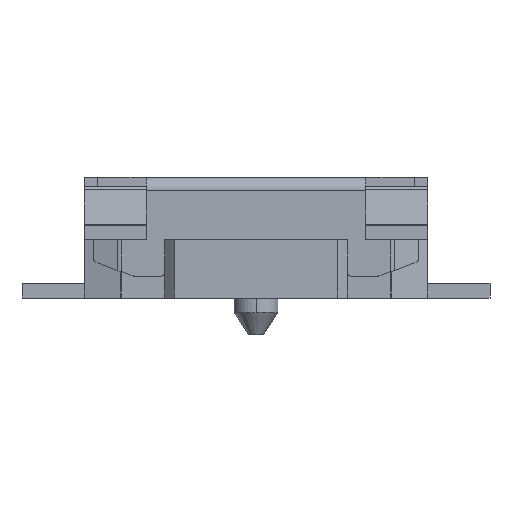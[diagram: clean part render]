
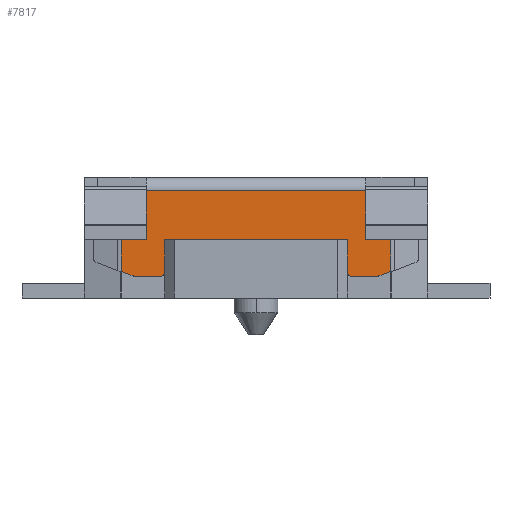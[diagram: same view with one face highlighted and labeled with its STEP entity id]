
A CAD part, left-side view. The second image highlights one B-rep face of the part: STEP entity #7817.
In plain terms, the highlighted planar face has unit normal (-1, 0, 0).
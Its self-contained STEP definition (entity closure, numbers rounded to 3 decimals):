
#17 = VERTEX_POINT ( 'NONE', #10021 ) ;
#93 = AXIS2_PLACEMENT_3D ( 'NONE', #690, #639, #10264 ) ;
#121 = VECTOR ( 'NONE', #3192, 1000. ) ;
#132 = DIRECTION ( 'NONE',  ( 0., -1., 0. ) ) ;
#317 = DIRECTION ( 'NONE',  ( 0., 0.937, -0.349 ) ) ;
#366 = ORIENTED_EDGE ( 'NONE', *, *, #5879, .F. ) ;
#376 = DIRECTION ( 'NONE',  ( 1., 0., 0. ) ) ;
#379 = VECTOR ( 'NONE', #2982, 1000. ) ;
#471 = EDGE_CURVE ( 'NONE', #4169, #3027, #3375, .T. ) ;
#514 = LINE ( 'NONE', #8582, #379 ) ;
#528 = VECTOR ( 'NONE', #7293, 1000. ) ;
#560 = EDGE_CURVE ( 'NONE', #3923, #952, #3477, .T. ) ;
#588 = EDGE_CURVE ( 'NONE', #17, #1886, #8979, .T. ) ;
#598 = EDGE_LOOP ( 'NONE', ( #4493, #907, #9061, #9026, #3535, #4605, #4898, #3903, #1266, #3984, #6742, #366, #8692, #4416, #9153, #6999, #1610, #9551 ) ) ;
#639 = DIRECTION ( 'NONE',  ( 1., 0., 0. ) ) ;
#647 = VECTOR ( 'NONE', #8335, 1000. ) ;
#670 = LINE ( 'NONE', #2344, #121 ) ;
#679 = EDGE_CURVE ( 'NONE', #8501, #4558, #2787, .T. ) ;
#690 = CARTESIAN_POINT ( 'NONE',  ( -1.75, 1.3, 0.35 ) ) ;
#794 = EDGE_CURVE ( 'NONE', #4717, #8664, #9274, .T. ) ;
#907 = ORIENTED_EDGE ( 'NONE', *, *, #9491, .F. ) ;
#952 = VERTEX_POINT ( 'NONE', #1607 ) ;
#1048 = CARTESIAN_POINT ( 'NONE',  ( -1.75, 1.25, 0.3 ) ) ;
#1070 = CARTESIAN_POINT ( 'NONE',  ( -1.75, -1.25, 0.35 ) ) ;
#1177 = CIRCLE ( 'NONE', #4373, 0.05 ) ;
#1245 = VECTOR ( 'NONE', #7926, 1000. ) ;
#1266 = ORIENTED_EDGE ( 'NONE', *, *, #794, .F. ) ;
#1450 = EDGE_CURVE ( 'NONE', #5841, #8501, #1177, .T. ) ;
#1528 = VERTEX_POINT ( 'NONE', #8359 ) ;
#1550 = CARTESIAN_POINT ( 'NONE',  ( -1.75, 1.3, 0.3 ) ) ;
#1607 = CARTESIAN_POINT ( 'NONE',  ( -1.75, -1.843, 0.364 ) ) ;
#1610 = ORIENTED_EDGE ( 'NONE', *, *, #6982, .F. ) ;
#1621 = CARTESIAN_POINT ( 'NONE',  ( -1.75, 2.35, 0.8 ) ) ;
#1853 = CARTESIAN_POINT ( 'NONE',  ( -1.75, 2.35, 1.47 ) ) ;
#1886 = VERTEX_POINT ( 'NONE', #2541 ) ;
#1904 = EDGE_CURVE ( 'NONE', #1528, #1886, #4230, .T. ) ;
#1929 = VECTOR ( 'NONE', #2672, 1000. ) ;
#2101 = VERTEX_POINT ( 'NONE', #10223 ) ;
#2344 = CARTESIAN_POINT ( 'NONE',  ( -1.75, 1.5, 6.088 ) ) ;
#2399 = CARTESIAN_POINT ( 'NONE',  ( -1.75, -1.663, 0.3 ) ) ;
#2487 = CARTESIAN_POINT ( 'NONE',  ( -1.75, 1.25, 0.8 ) ) ;
#2541 = CARTESIAN_POINT ( 'NONE',  ( -1.75, -1.5, 1.47 ) ) ;
#2606 = DIRECTION ( 'NONE',  ( 0., 0., -1. ) ) ;
#2658 = VERTEX_POINT ( 'NONE', #1550 ) ;
#2672 = DIRECTION ( 'NONE',  ( 0., 0., -1. ) ) ;
#2679 = DIRECTION ( 'NONE',  ( 0., 0., -1. ) ) ;
#2719 = LINE ( 'NONE', #1048, #1929 ) ;
#2783 = VECTOR ( 'NONE', #132, 1000. ) ;
#2787 = LINE ( 'NONE', #5981, #2990 ) ;
#2982 = DIRECTION ( 'NONE',  ( 0., 0., 1. ) ) ;
#2990 = VECTOR ( 'NONE', #9749, 1000. ) ;
#3027 = VERTEX_POINT ( 'NONE', #2487 ) ;
#3090 = VERTEX_POINT ( 'NONE', #1070 ) ;
#3192 = DIRECTION ( 'NONE',  ( 0., 0., 1. ) ) ;
#3315 = DIRECTION ( 'NONE',  ( 1., 0., 0. ) ) ;
#3375 = LINE ( 'NONE', #1621, #528 ) ;
#3392 = LINE ( 'NONE', #4903, #2783 ) ;
#3454 = AXIS2_PLACEMENT_3D ( 'NONE', #5177, #7201, #5428 ) ;
#3477 = LINE ( 'NONE', #5878, #4335 ) ;
#3535 = ORIENTED_EDGE ( 'NONE', *, *, #588, .T. ) ;
#3580 = DIRECTION ( 'NONE',  ( 0., 0., -1. ) ) ;
#3658 = VERTEX_POINT ( 'NONE', #9229 ) ;
#3850 = VECTOR ( 'NONE', #317, 1000. ) ;
#3892 = DIRECTION ( 'NONE',  ( 0., 0., 1. ) ) ;
#3903 = ORIENTED_EDGE ( 'NONE', *, *, #7589, .F. ) ;
#3923 = VERTEX_POINT ( 'NONE', #4202 ) ;
#3984 = ORIENTED_EDGE ( 'NONE', *, *, #4795, .F. ) ;
#4169 = VERTEX_POINT ( 'NONE', #10246 ) ;
#4202 = CARTESIAN_POINT ( 'NONE',  ( -1.75, -1.843, 0.8 ) ) ;
#4223 = PLANE ( 'NONE',  #9628 ) ;
#4230 = LINE ( 'NONE', #1853, #5542 ) ;
#4297 = CARTESIAN_POINT ( 'NONE',  ( -1.75, 1.843, 0.8 ) ) ;
#4335 = VECTOR ( 'NONE', #2679, 1000. ) ;
#4373 = AXIS2_PLACEMENT_3D ( 'NONE', #9774, #8949, #2606 ) ;
#4416 = ORIENTED_EDGE ( 'NONE', *, *, #7016, .F. ) ;
#4493 = ORIENTED_EDGE ( 'NONE', *, *, #1450, .F. ) ;
#4508 = VECTOR ( 'NONE', #6860, 1000. ) ;
#4558 = VERTEX_POINT ( 'NONE', #8732 ) ;
#4605 = ORIENTED_EDGE ( 'NONE', *, *, #1904, .F. ) ;
#4645 = LINE ( 'NONE', #7827, #1245 ) ;
#4674 = DIRECTION ( 'NONE',  ( 0., 0., 1. ) ) ;
#4717 = VERTEX_POINT ( 'NONE', #6712 ) ;
#4795 = EDGE_CURVE ( 'NONE', #7181, #4717, #9374, .T. ) ;
#4898 = ORIENTED_EDGE ( 'NONE', *, *, #10240, .F. ) ;
#4903 = CARTESIAN_POINT ( 'NONE',  ( -1.75, 2.35, 0.8 ) ) ;
#4947 = CIRCLE ( 'NONE', #93, 0.05 ) ;
#5147 = AXIS2_PLACEMENT_3D ( 'NONE', #7965, #3315, #3892 ) ;
#5177 = CARTESIAN_POINT ( 'NONE',  ( -1.75, 1.663, 0.35 ) ) ;
#5276 = EDGE_CURVE ( 'NONE', #3090, #4169, #514, .T. ) ;
#5428 = DIRECTION ( 'NONE',  ( 0., 0., -1. ) ) ;
#5542 = VECTOR ( 'NONE', #8396, 1000. ) ;
#5745 = EDGE_CURVE ( 'NONE', #2101, #7181, #8456, .T. ) ;
#5841 = VERTEX_POINT ( 'NONE', #10340 ) ;
#5878 = CARTESIAN_POINT ( 'NONE',  ( -1.75, -1.843, 0.3 ) ) ;
#5879 = EDGE_CURVE ( 'NONE', #2658, #2101, #6425, .T. ) ;
#5932 = VERTEX_POINT ( 'NONE', #9767 ) ;
#5981 = CARTESIAN_POINT ( 'NONE',  ( -1.75, 2.35, 0.3 ) ) ;
#6098 = EDGE_CURVE ( 'NONE', #17, #3923, #3392, .T. ) ;
#6425 = LINE ( 'NONE', #6480, #7466 ) ;
#6480 = CARTESIAN_POINT ( 'NONE',  ( -1.75, 2.35, 0.3 ) ) ;
#6712 = CARTESIAN_POINT ( 'NONE',  ( -1.75, 1.843, 0.364 ) ) ;
#6742 = ORIENTED_EDGE ( 'NONE', *, *, #5745, .F. ) ;
#6860 = DIRECTION ( 'NONE',  ( 0., 0.937, 0.349 ) ) ;
#6982 = EDGE_CURVE ( 'NONE', #4558, #3090, #8153, .T. ) ;
#6999 = ORIENTED_EDGE ( 'NONE', *, *, #5276, .F. ) ;
#7016 = EDGE_CURVE ( 'NONE', #3027, #3658, #2719, .T. ) ;
#7181 = VERTEX_POINT ( 'NONE', #7637 ) ;
#7201 = DIRECTION ( 'NONE',  ( 1., 0., 0. ) ) ;
#7293 = DIRECTION ( 'NONE',  ( 0., 1., 0. ) ) ;
#7466 = VECTOR ( 'NONE', #9670, 1000. ) ;
#7552 = FACE_OUTER_BOUND ( 'NONE', #598, .T. ) ;
#7589 = EDGE_CURVE ( 'NONE', #8664, #5932, #4645, .T. ) ;
#7593 = CARTESIAN_POINT ( 'NONE',  ( -1.75, -1.5, 6.088 ) ) ;
#7637 = CARTESIAN_POINT ( 'NONE',  ( -1.75, 1.68, 0.303 ) ) ;
#7817 = ADVANCED_FACE ( 'NONE', ( #7552 ), #4223, .F. ) ;
#7827 = CARTESIAN_POINT ( 'NONE',  ( -1.75, 2.35, 0.8 ) ) ;
#7861 = CARTESIAN_POINT ( 'NONE',  ( -1.75, 1.68, 0.303 ) ) ;
#7916 = EDGE_CURVE ( 'NONE', #3658, #2658, #4947, .T. ) ;
#7926 = DIRECTION ( 'NONE',  ( 0., -1., 0. ) ) ;
#7965 = CARTESIAN_POINT ( 'NONE',  ( -1.75, -1.3, 0.35 ) ) ;
#8153 = CIRCLE ( 'NONE', #5147, 0.05 ) ;
#8231 = CARTESIAN_POINT ( 'NONE',  ( -1.75, -1.843, 0.364 ) ) ;
#8291 = CARTESIAN_POINT ( 'NONE',  ( -1.75, 2.35, 0.3 ) ) ;
#8335 = DIRECTION ( 'NONE',  ( 0., 0., 1. ) ) ;
#8359 = CARTESIAN_POINT ( 'NONE',  ( -1.75, 1.5, 1.47 ) ) ;
#8396 = DIRECTION ( 'NONE',  ( 0., -1., 0. ) ) ;
#8426 = LINE ( 'NONE', #8231, #3850 ) ;
#8456 = CIRCLE ( 'NONE', #3454, 0.05 ) ;
#8501 = VERTEX_POINT ( 'NONE', #2399 ) ;
#8582 = CARTESIAN_POINT ( 'NONE',  ( -1.75, -1.25, 0.3 ) ) ;
#8649 = CARTESIAN_POINT ( 'NONE',  ( -1.75, 1.843, 0.3 ) ) ;
#8664 = VERTEX_POINT ( 'NONE', #4297 ) ;
#8692 = ORIENTED_EDGE ( 'NONE', *, *, #7916, .F. ) ;
#8732 = CARTESIAN_POINT ( 'NONE',  ( -1.75, -1.3, 0.3 ) ) ;
#8744 = VECTOR ( 'NONE', #4674, 1000. ) ;
#8949 = DIRECTION ( 'NONE',  ( 1., 0., 0. ) ) ;
#8979 = LINE ( 'NONE', #7593, #647 ) ;
#9026 = ORIENTED_EDGE ( 'NONE', *, *, #6098, .F. ) ;
#9061 = ORIENTED_EDGE ( 'NONE', *, *, #560, .F. ) ;
#9153 = ORIENTED_EDGE ( 'NONE', *, *, #471, .F. ) ;
#9229 = CARTESIAN_POINT ( 'NONE',  ( -1.75, 1.25, 0.35 ) ) ;
#9274 = LINE ( 'NONE', #8649, #8744 ) ;
#9374 = LINE ( 'NONE', #7861, #4508 ) ;
#9491 = EDGE_CURVE ( 'NONE', #952, #5841, #8426, .T. ) ;
#9551 = ORIENTED_EDGE ( 'NONE', *, *, #679, .F. ) ;
#9628 = AXIS2_PLACEMENT_3D ( 'NONE', #8291, #376, #3580 ) ;
#9670 = DIRECTION ( 'NONE',  ( 0., 1., 0. ) ) ;
#9749 = DIRECTION ( 'NONE',  ( 0., 1., 0. ) ) ;
#9767 = CARTESIAN_POINT ( 'NONE',  ( -1.75, 1.5, 0.8 ) ) ;
#9774 = CARTESIAN_POINT ( 'NONE',  ( -1.75, -1.663, 0.35 ) ) ;
#10021 = CARTESIAN_POINT ( 'NONE',  ( -1.75, -1.5, 0.8 ) ) ;
#10223 = CARTESIAN_POINT ( 'NONE',  ( -1.75, 1.663, 0.3 ) ) ;
#10240 = EDGE_CURVE ( 'NONE', #5932, #1528, #670, .T. ) ;
#10246 = CARTESIAN_POINT ( 'NONE',  ( -1.75, -1.25, 0.8 ) ) ;
#10264 = DIRECTION ( 'NONE',  ( 0., 0., 1. ) ) ;
#10340 = CARTESIAN_POINT ( 'NONE',  ( -1.75, -1.68, 0.303 ) ) ;
